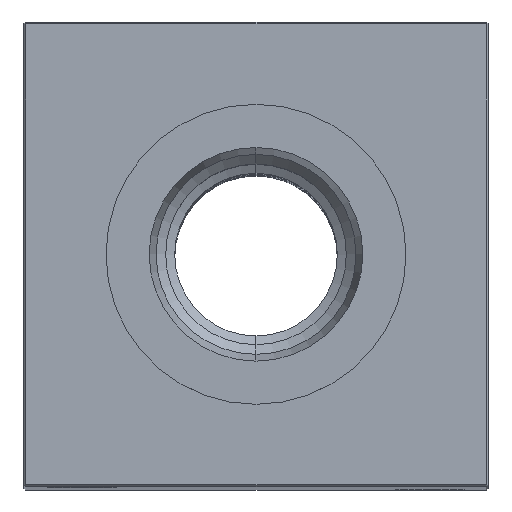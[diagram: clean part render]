
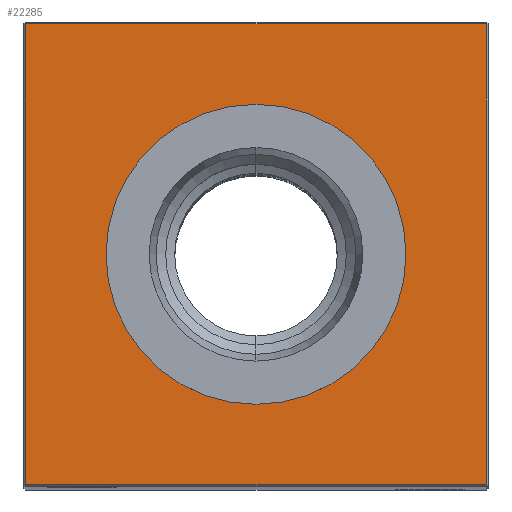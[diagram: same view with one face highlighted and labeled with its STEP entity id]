
A CAD part, top view. The second image highlights one B-rep face of the part: STEP entity #22285.
In plain terms, the highlighted planar face has unit normal (0, 0, 1).
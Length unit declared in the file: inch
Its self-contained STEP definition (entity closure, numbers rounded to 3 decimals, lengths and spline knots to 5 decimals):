
#670 = ORIENTED_EDGE ( 'NONE', *, *, #27103, .T. ) ;
#1210 = DIRECTION ( 'NONE',  ( 0., 1., 0. ) ) ;
#1913 = VECTOR ( 'NONE', #1210, 39.37008 ) ;
#3213 = LINE ( 'NONE', #27144, #1913 ) ;
#3317 = CARTESIAN_POINT ( 'NONE',  ( 0., -0.80709, 10.5 ) ) ;
#3853 = CARTESIAN_POINT ( 'NONE',  ( 0., 1.24, 10.5 ) ) ;
#3873 = CIRCLE ( 'NONE', #13026, 0.80709 ) ;
#3892 = DIRECTION ( 'NONE',  ( 0., 0., -1. ) ) ;
#3987 = LINE ( 'NONE', #10151, #12206 ) ;
#4351 = EDGE_LOOP ( 'NONE', ( #25800, #21009 ) ) ;
#4457 = EDGE_CURVE ( 'NONE', #11358, #18183, #3873, .T. ) ;
#5484 = ORIENTED_EDGE ( 'NONE', *, *, #8620, .T. ) ;
#6131 = VERTEX_POINT ( 'NONE', #11733 ) ;
#6141 = CARTESIAN_POINT ( 'NONE',  ( 0., -1.24, 10.5 ) ) ;
#8604 = FACE_OUTER_BOUND ( 'NONE', #10649, .T. ) ;
#8620 = EDGE_CURVE ( 'NONE', #28280, #18995, #3987, .T. ) ;
#9305 = DIRECTION ( 'NONE',  ( 0., 0., -1. ) ) ;
#9457 = CARTESIAN_POINT ( 'NONE',  ( 0., 0., 10.5 ) ) ;
#10151 = CARTESIAN_POINT ( 'NONE',  ( -1.24, 0., 10.5 ) ) ;
#10649 = EDGE_LOOP ( 'NONE', ( #5484, #24414, #19702, #670 ) ) ;
#11358 = VERTEX_POINT ( 'NONE', #15122 ) ;
#11733 = CARTESIAN_POINT ( 'NONE',  ( 1.24, 1.24, 10.5 ) ) ;
#12032 = DIRECTION ( 'NONE',  ( -1., 0., 0. ) ) ;
#12206 = VECTOR ( 'NONE', #25616, 39.37008 ) ;
#12288 = DIRECTION ( 'NONE',  ( 0., 0., -1. ) ) ;
#12610 = DIRECTION ( 'NONE',  ( -1., 0., 0. ) ) ;
#12644 = PLANE ( 'NONE',  #24168 ) ;
#12786 = CARTESIAN_POINT ( 'NONE',  ( 0., 0., 10.5 ) ) ;
#13026 = AXIS2_PLACEMENT_3D ( 'NONE', #18441, #12288, #16571 ) ;
#13333 = VECTOR ( 'NONE', #12610, 39.37008 ) ;
#13368 = CARTESIAN_POINT ( 'NONE',  ( -1.24, -1.24, 10.5 ) ) ;
#14730 = CARTESIAN_POINT ( 'NONE',  ( 1.24, -1.24, 10.5 ) ) ;
#14765 = LINE ( 'NONE', #3853, #13333 ) ;
#15122 = CARTESIAN_POINT ( 'NONE',  ( 0., 0.80709, 10.5 ) ) ;
#16571 = DIRECTION ( 'NONE',  ( -1., 0., 0. ) ) ;
#17352 = FACE_BOUND ( 'NONE', #4351, .T. ) ;
#18183 = VERTEX_POINT ( 'NONE', #3317 ) ;
#18441 = CARTESIAN_POINT ( 'NONE',  ( 0., 0., 10.5 ) ) ;
#18763 = DIRECTION ( 'NONE',  ( 1., 0., 0. ) ) ;
#18995 = VERTEX_POINT ( 'NONE', #13368 ) ;
#19633 = DIRECTION ( 'NONE',  ( -1., 0., 0. ) ) ;
#19702 = ORIENTED_EDGE ( 'NONE', *, *, #25991, .T. ) ;
#20724 = AXIS2_PLACEMENT_3D ( 'NONE', #9457, #9305, #12032 ) ;
#20729 = EDGE_CURVE ( 'NONE', #18183, #11358, #26678, .T. ) ;
#21009 = ORIENTED_EDGE ( 'NONE', *, *, #20729, .T. ) ;
#22285 = ADVANCED_FACE ( 'NONE', ( #8604, #17352 ), #12644, .F. ) ;
#22297 = CARTESIAN_POINT ( 'NONE',  ( -1.24, 1.24, 10.5 ) ) ;
#23639 = LINE ( 'NONE', #6141, #24010 ) ;
#24010 = VECTOR ( 'NONE', #18763, 39.37008 ) ;
#24168 = AXIS2_PLACEMENT_3D ( 'NONE', #12786, #3892, #19633 ) ;
#24414 = ORIENTED_EDGE ( 'NONE', *, *, #26856, .T. ) ;
#25616 = DIRECTION ( 'NONE',  ( 0., -1., 0. ) ) ;
#25800 = ORIENTED_EDGE ( 'NONE', *, *, #4457, .T. ) ;
#25991 = EDGE_CURVE ( 'NONE', #27444, #6131, #3213, .T. ) ;
#26678 = CIRCLE ( 'NONE', #20724, 0.80709 ) ;
#26856 = EDGE_CURVE ( 'NONE', #18995, #27444, #23639, .T. ) ;
#27103 = EDGE_CURVE ( 'NONE', #6131, #28280, #14765, .T. ) ;
#27144 = CARTESIAN_POINT ( 'NONE',  ( 1.24, 0., 10.5 ) ) ;
#27444 = VERTEX_POINT ( 'NONE', #14730 ) ;
#28280 = VERTEX_POINT ( 'NONE', #22297 ) ;
